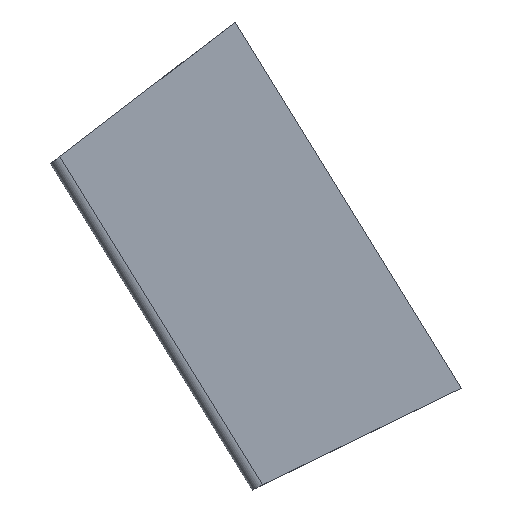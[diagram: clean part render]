
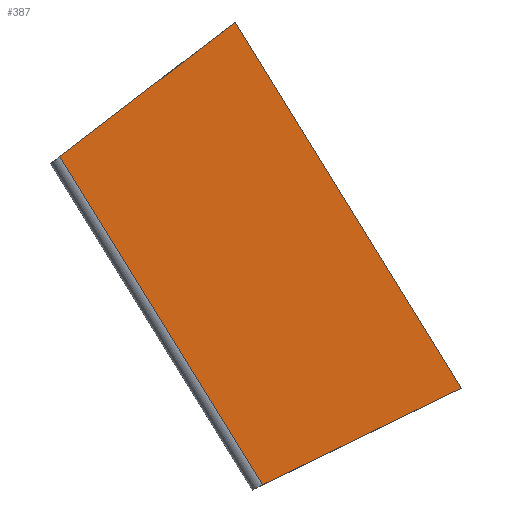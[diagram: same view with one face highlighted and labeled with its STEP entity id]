
A CAD part, front view. The second image highlights one B-rep face of the part: STEP entity #387.
In plain terms, the highlighted planar face has unit normal (0, -1, 0).
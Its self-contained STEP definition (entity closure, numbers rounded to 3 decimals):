
#43 = PLANE('',#44);
#44 = AXIS2_PLACEMENT_3D('',#45,#46,#47);
#45 = CARTESIAN_POINT('',(1273.766,0.,-2617.173));
#46 = DIRECTION('',(0.438,0.,-0.899));
#47 = DIRECTION('',(0.,-1.,0.));
#95 = PLANE('',#96);
#96 = AXIS2_PLACEMENT_3D('',#97,#98,#99);
#97 = CARTESIAN_POINT('',(2185.894,0.,-2850.41));
#98 = DIRECTION('',(0.609,0.,-0.794));
#99 = DIRECTION('',(0.,-1.,0.));
#264 = CYLINDRICAL_SURFACE('',#265,48.);
#265 = AXIS2_PLACEMENT_3D('',#266,#267,#268);
#266 = CARTESIAN_POINT('',(11814.028,-500.,2518.309)
  );
#267 = DIRECTION('',(-0.526,0.,0.851));
#268 = DIRECTION('',(-0.851,0.,-0.526));
#300 = VERTEX_POINT('',#301);
#301 = CARTESIAN_POINT('',(11816.683,-548.,2514.015)
  );
#330 = EDGE_CURVE('',#300,#331,#333,.T.);
#331 = VERTEX_POINT('',#332);
#332 = CARTESIAN_POINT('',(10969.204,-548.,3885.25));
#333 = SURFACE_CURVE('',#334,(#338,#345),.PCURVE_S1.);
#334 = LINE('',#335,#336);
#335 = CARTESIAN_POINT('',(11814.028,-548.,2518.309)
  );
#336 = VECTOR('',#337,1.);
#337 = DIRECTION('',(-0.526,0.,0.851));
#338 = PCURVE('',#264,#339);
#339 = DEFINITIONAL_REPRESENTATION('',(#340),#344);
#340 = LINE('',#341,#342);
#341 = CARTESIAN_POINT('',(1.571,0.));
#342 = VECTOR('',#343,1.);
#343 = DIRECTION('',(0.,1.));
#344 = ( GEOMETRIC_REPRESENTATION_CONTEXT(2) 
PARAMETRIC_REPRESENTATION_CONTEXT() REPRESENTATION_CONTEXT('2D SPACE',''
  ) );
#345 = PCURVE('',#346,#351);
#346 = PLANE('',#347);
#347 = AXIS2_PLACEMENT_3D('',#348,#349,#350);
#348 = CARTESIAN_POINT('',(0.,-548.,0.));
#349 = DIRECTION('',(0.,1.,0.));
#350 = DIRECTION('',(1.,0.,-0.));
#351 = DEFINITIONAL_REPRESENTATION('',(#352),#356);
#352 = LINE('',#353,#354);
#353 = CARTESIAN_POINT('',(11814.028,-2518.309));
#354 = VECTOR('',#355,1.);
#355 = DIRECTION('',(-0.526,-0.851));
#356 = ( GEOMETRIC_REPRESENTATION_CONTEXT(2) 
PARAMETRIC_REPRESENTATION_CONTEXT() REPRESENTATION_CONTEXT('2D SPACE',''
  ) );
#387 = ADVANCED_FACE('',(#388),#346,.F.);
#388 = FACE_BOUND('',#389,.F.);
#389 = EDGE_LOOP('',(#390,#413,#414,#437));
#390 = ORIENTED_EDGE('',*,*,#391,.T.);
#391 = EDGE_CURVE('',#392,#300,#394,.T.);
#392 = VERTEX_POINT('',#393);
#393 = CARTESIAN_POINT('',(12648.117,-548.,2918.67));
#394 = SURFACE_CURVE('',#395,(#399,#406),.PCURVE_S1.);
#395 = LINE('',#396,#397);
#396 = CARTESIAN_POINT('',(1273.766,-548.,-2617.173)
  );
#397 = VECTOR('',#398,1.);
#398 = DIRECTION('',(-0.899,0.,-0.438));
#399 = PCURVE('',#346,#400);
#400 = DEFINITIONAL_REPRESENTATION('',(#401),#405);
#401 = LINE('',#402,#403);
#402 = CARTESIAN_POINT('',(1273.766,2617.173));
#403 = VECTOR('',#404,1.);
#404 = DIRECTION('',(-0.899,0.438));
#405 = ( GEOMETRIC_REPRESENTATION_CONTEXT(2) 
PARAMETRIC_REPRESENTATION_CONTEXT() REPRESENTATION_CONTEXT('2D SPACE',''
  ) );
#406 = PCURVE('',#43,#407);
#407 = DEFINITIONAL_REPRESENTATION('',(#408),#412);
#408 = LINE('',#409,#410);
#409 = CARTESIAN_POINT('',(548.,0.));
#410 = VECTOR('',#411,1.);
#411 = DIRECTION('',(-0.,1.));
#412 = ( GEOMETRIC_REPRESENTATION_CONTEXT(2) 
PARAMETRIC_REPRESENTATION_CONTEXT() REPRESENTATION_CONTEXT('2D SPACE',''
  ) );
#413 = ORIENTED_EDGE('',*,*,#330,.T.);
#414 = ORIENTED_EDGE('',*,*,#415,.F.);
#415 = EDGE_CURVE('',#416,#331,#418,.T.);
#416 = VERTEX_POINT('',#417);
#417 = CARTESIAN_POINT('',(11702.962,-548.,4447.947)
  );
#418 = SURFACE_CURVE('',#419,(#423,#430),.PCURVE_S1.);
#419 = LINE('',#420,#421);
#420 = CARTESIAN_POINT('',(2185.894,-548.,-2850.41)
  );
#421 = VECTOR('',#422,1.);
#422 = DIRECTION('',(-0.794,0.,-0.609));
#423 = PCURVE('',#346,#424);
#424 = DEFINITIONAL_REPRESENTATION('',(#425),#429);
#425 = LINE('',#426,#427);
#426 = CARTESIAN_POINT('',(2185.894,2850.41));
#427 = VECTOR('',#428,1.);
#428 = DIRECTION('',(-0.794,0.609));
#429 = ( GEOMETRIC_REPRESENTATION_CONTEXT(2) 
PARAMETRIC_REPRESENTATION_CONTEXT() REPRESENTATION_CONTEXT('2D SPACE',''
  ) );
#430 = PCURVE('',#95,#431);
#431 = DEFINITIONAL_REPRESENTATION('',(#432),#436);
#432 = LINE('',#433,#434);
#433 = CARTESIAN_POINT('',(548.,0.));
#434 = VECTOR('',#435,1.);
#435 = DIRECTION('',(-0.,1.));
#436 = ( GEOMETRIC_REPRESENTATION_CONTEXT(2) 
PARAMETRIC_REPRESENTATION_CONTEXT() REPRESENTATION_CONTEXT('2D SPACE',''
  ) );
#437 = ORIENTED_EDGE('',*,*,#438,.T.);
#438 = EDGE_CURVE('',#416,#392,#439,.T.);
#439 = SURFACE_CURVE('',#440,(#444,#451),.PCURVE_S1.);
#440 = LINE('',#441,#442);
#441 = CARTESIAN_POINT('',(10457.485,-548.,6463.149)
  );
#442 = VECTOR('',#443,1.);
#443 = DIRECTION('',(0.526,0.,-0.851));
#444 = PCURVE('',#346,#445);
#445 = DEFINITIONAL_REPRESENTATION('',(#446),#450);
#446 = LINE('',#447,#448);
#447 = CARTESIAN_POINT('',(10457.485,-6463.149));
#448 = VECTOR('',#449,1.);
#449 = DIRECTION('',(0.526,0.851));
#450 = ( GEOMETRIC_REPRESENTATION_CONTEXT(2) 
PARAMETRIC_REPRESENTATION_CONTEXT() REPRESENTATION_CONTEXT('2D SPACE',''
  ) );
#451 = PCURVE('',#452,#457);
#452 = PLANE('',#453);
#453 = AXIS2_PLACEMENT_3D('',#454,#455,#456);
#454 = CARTESIAN_POINT('',(10457.485,0.,6463.149));
#455 = DIRECTION('',(0.851,0.,0.526));
#456 = DIRECTION('',(0.,-1.,0.));
#457 = DEFINITIONAL_REPRESENTATION('',(#458),#462);
#458 = LINE('',#459,#460);
#459 = CARTESIAN_POINT('',(548.,0.));
#460 = VECTOR('',#461,1.);
#461 = DIRECTION('',(0.,1.));
#462 = ( GEOMETRIC_REPRESENTATION_CONTEXT(2) 
PARAMETRIC_REPRESENTATION_CONTEXT() REPRESENTATION_CONTEXT('2D SPACE',''
  ) );
